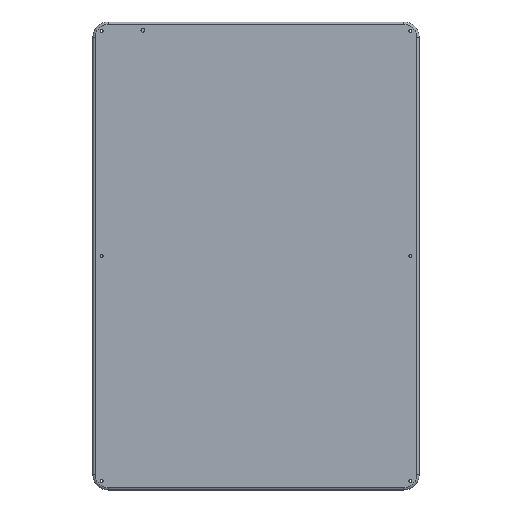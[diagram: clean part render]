
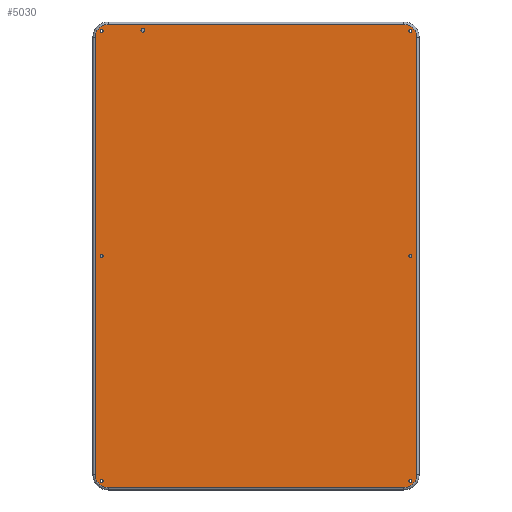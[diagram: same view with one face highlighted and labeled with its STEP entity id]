
A CAD part, front view. The second image highlights one B-rep face of the part: STEP entity #5030.
In plain terms, the highlighted planar face has unit normal (0, -1, 0).
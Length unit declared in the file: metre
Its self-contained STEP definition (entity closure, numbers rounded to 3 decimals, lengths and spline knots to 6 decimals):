
#41=CIRCLE('',#5873,0.0016);
#43=CIRCLE('',#5876,0.00125);
#45=CIRCLE('',#5879,0.00125);
#47=CIRCLE('',#5882,0.00125);
#49=CIRCLE('',#5885,0.00125);
#51=CIRCLE('',#5888,0.00125);
#53=CIRCLE('',#5891,0.00125);
#55=CIRCLE('',#5894,0.011);
#56=CIRCLE('',#5895,0.011);
#57=CIRCLE('',#5896,0.011);
#58=CIRCLE('',#5897,0.011);
#1357=ORIENTED_EDGE('',*,*,#2085,.T.);
#1358=ORIENTED_EDGE('',*,*,#2086,.T.);
#1359=ORIENTED_EDGE('',*,*,#2087,.T.);
#1360=ORIENTED_EDGE('',*,*,#2088,.T.);
#1361=ORIENTED_EDGE('',*,*,#2089,.T.);
#1362=ORIENTED_EDGE('',*,*,#2090,.T.);
#1363=ORIENTED_EDGE('',*,*,#2091,.T.);
#1364=ORIENTED_EDGE('',*,*,#2092,.T.);
#1365=ORIENTED_EDGE('',*,*,#2083,.T.);
#1366=ORIENTED_EDGE('',*,*,#2081,.T.);
#1367=ORIENTED_EDGE('',*,*,#2079,.F.);
#1368=ORIENTED_EDGE('',*,*,#2077,.F.);
#1369=ORIENTED_EDGE('',*,*,#2075,.T.);
#1370=ORIENTED_EDGE('',*,*,#2073,.F.);
#1371=ORIENTED_EDGE('',*,*,#2071,.F.);
#2071=EDGE_CURVE('',#2531,#2531,#41,.T.);
#2073=EDGE_CURVE('',#2533,#2533,#43,.T.);
#2075=EDGE_CURVE('',#2535,#2535,#45,.T.);
#2077=EDGE_CURVE('',#2537,#2537,#47,.T.);
#2079=EDGE_CURVE('',#2539,#2539,#49,.T.);
#2081=EDGE_CURVE('',#2541,#2541,#51,.T.);
#2083=EDGE_CURVE('',#2543,#2543,#53,.T.);
#2085=EDGE_CURVE('',#2545,#2546,#3167,.F.);
#2086=EDGE_CURVE('',#2546,#2547,#55,.T.);
#2087=EDGE_CURVE('',#2547,#2548,#3168,.T.);
#2088=EDGE_CURVE('',#2548,#2549,#56,.T.);
#2089=EDGE_CURVE('',#2549,#2550,#3169,.T.);
#2090=EDGE_CURVE('',#2550,#2551,#57,.T.);
#2091=EDGE_CURVE('',#2551,#2552,#3170,.F.);
#2092=EDGE_CURVE('',#2552,#2545,#58,.T.);
#2531=VERTEX_POINT('',#8598);
#2533=VERTEX_POINT('',#8603);
#2535=VERTEX_POINT('',#8608);
#2537=VERTEX_POINT('',#8613);
#2539=VERTEX_POINT('',#8618);
#2541=VERTEX_POINT('',#8623);
#2543=VERTEX_POINT('',#8628);
#2545=VERTEX_POINT('',#8633);
#2546=VERTEX_POINT('',#8634);
#2547=VERTEX_POINT('',#8636);
#2548=VERTEX_POINT('',#8638);
#2549=VERTEX_POINT('',#8640);
#2550=VERTEX_POINT('',#8642);
#2551=VERTEX_POINT('',#8644);
#2552=VERTEX_POINT('',#8646);
#3167=LINE('',#8632,#3767);
#3168=LINE('',#8637,#3768);
#3169=LINE('',#8641,#3769);
#3170=LINE('',#8645,#3770);
#3767=VECTOR('',#7181,1.);
#3768=VECTOR('',#7184,1.);
#3769=VECTOR('',#7187,1.);
#3770=VECTOR('',#7190,1.);
#4077=EDGE_LOOP('',(#1357,#1358,#1359,#1360,#1361,#1362,#1363,#1364));
#4078=EDGE_LOOP('',(#1365));
#4079=EDGE_LOOP('',(#1366));
#4080=EDGE_LOOP('',(#1367));
#4081=EDGE_LOOP('',(#1368));
#4082=EDGE_LOOP('',(#1369));
#4083=EDGE_LOOP('',(#1370));
#4084=EDGE_LOOP('',(#1371));
#4425=FACE_BOUND('',#4077,.T.);
#4426=FACE_BOUND('',#4078,.T.);
#4427=FACE_BOUND('',#4079,.T.);
#4428=FACE_BOUND('',#4080,.T.);
#4429=FACE_BOUND('',#4081,.T.);
#4430=FACE_BOUND('',#4082,.T.);
#4431=FACE_BOUND('',#4083,.T.);
#4432=FACE_BOUND('',#4084,.T.);
#4751=PLANE('',#5893);
#5030=ADVANCED_FACE('',(#4425,#4426,#4427,#4428,#4429,#4430,#4431,#4432),
#4751,.T.);
#5873=AXIS2_PLACEMENT_3D('',#8597,#7139,#7140);
#5876=AXIS2_PLACEMENT_3D('',#8602,#7145,#7146);
#5879=AXIS2_PLACEMENT_3D('',#8607,#7151,#7152);
#5882=AXIS2_PLACEMENT_3D('',#8612,#7157,#7158);
#5885=AXIS2_PLACEMENT_3D('',#8617,#7163,#7164);
#5888=AXIS2_PLACEMENT_3D('',#8622,#7169,#7170);
#5891=AXIS2_PLACEMENT_3D('',#8627,#7175,#7176);
#5893=AXIS2_PLACEMENT_3D('',#8631,#7179,#7180);
#5894=AXIS2_PLACEMENT_3D('',#8635,#7182,#7183);
#5895=AXIS2_PLACEMENT_3D('',#8639,#7185,#7186);
#5896=AXIS2_PLACEMENT_3D('',#8643,#7188,#7189);
#5897=AXIS2_PLACEMENT_3D('',#8647,#7191,#7192);
#7139=DIRECTION('',(0.,-1.,0.));
#7140=DIRECTION('',(0.,0.,-1.));
#7145=DIRECTION('',(0.,-1.,0.));
#7146=DIRECTION('',(0.,0.,-1.));
#7151=DIRECTION('',(0.,1.,0.));
#7152=DIRECTION('',(0.,0.,-1.));
#7157=DIRECTION('',(0.,-1.,0.));
#7158=DIRECTION('',(0.,0.,-1.));
#7163=DIRECTION('',(0.,-1.,0.));
#7164=DIRECTION('',(0.,0.,-1.));
#7169=DIRECTION('',(0.,1.,0.));
#7170=DIRECTION('',(0.,0.,-1.));
#7175=DIRECTION('',(0.,1.,0.));
#7176=DIRECTION('',(0.,0.,-1.));
#7179=DIRECTION('',(0.,-1.,0.));
#7180=DIRECTION('',(1.,0.,0.));
#7181=DIRECTION('',(0.,0.,-1.));
#7182=DIRECTION('',(0.,-1.,0.));
#7183=DIRECTION('',(0.,0.,-1.));
#7184=DIRECTION('',(-1.,0.,0.));
#7185=DIRECTION('',(0.,-1.,0.));
#7186=DIRECTION('',(0.,0.,-1.));
#7187=DIRECTION('',(0.,0.,-1.));
#7188=DIRECTION('',(0.,-1.,0.));
#7189=DIRECTION('',(0.,0.,-1.));
#7190=DIRECTION('',(-1.,0.,0.));
#7191=DIRECTION('',(0.,-1.,0.));
#7192=DIRECTION('',(0.,0.,-1.));
#8597=CARTESIAN_POINT('',(-0.095,-0.005,0.1894));
#8598=CARTESIAN_POINT('',(-0.095,-0.005,0.1878));
#8602=CARTESIAN_POINT('',(-0.12952,-0.005,0.18892));
#8603=CARTESIAN_POINT('',(-0.12952,-0.005,0.18767));
#8607=CARTESIAN_POINT('',(-0.12952,-0.005,-0.18892));
#8608=CARTESIAN_POINT('',(-0.12952,-0.005,-0.19017));
#8612=CARTESIAN_POINT('',(0.12952,-0.005,-0.18892));
#8613=CARTESIAN_POINT('',(0.12952,-0.005,-0.19017));
#8617=CARTESIAN_POINT('',(-0.12952,-0.005,0.));
#8618=CARTESIAN_POINT('',(-0.12952,-0.005,-0.00125));
#8622=CARTESIAN_POINT('',(0.12952,-0.005,0.));
#8623=CARTESIAN_POINT('',(0.12952,-0.005,-0.00125));
#8627=CARTESIAN_POINT('',(0.12952,-0.005,0.18892));
#8628=CARTESIAN_POINT('',(0.12952,-0.005,0.18767));
#8631=CARTESIAN_POINT('',(0.,-0.005,0.));
#8632=CARTESIAN_POINT('',(0.135,-0.005,0.));
#8633=CARTESIAN_POINT('',(0.135,-0.005,-0.1834));
#8634=CARTESIAN_POINT('',(0.135,-0.005,0.1834));
#8635=CARTESIAN_POINT('',(0.124,-0.005,0.1834));
#8636=CARTESIAN_POINT('',(0.124,-0.005,0.1944));
#8637=CARTESIAN_POINT('',(-0.124,-0.005,0.1944));
#8638=CARTESIAN_POINT('',(-0.124,-0.005,0.1944));
#8639=CARTESIAN_POINT('',(-0.124,-0.005,0.1834));
#8640=CARTESIAN_POINT('',(-0.135,-0.005,0.1834));
#8641=CARTESIAN_POINT('',(-0.135,-0.005,-0.1834));
#8642=CARTESIAN_POINT('',(-0.135,-0.005,-0.1834));
#8643=CARTESIAN_POINT('',(-0.124,-0.005,-0.1834));
#8644=CARTESIAN_POINT('',(-0.124,-0.005,-0.1944));
#8645=CARTESIAN_POINT('',(0.,-0.005,-0.1944));
#8646=CARTESIAN_POINT('',(0.124,-0.005,-0.1944));
#8647=CARTESIAN_POINT('',(0.124,-0.005,-0.1834));
